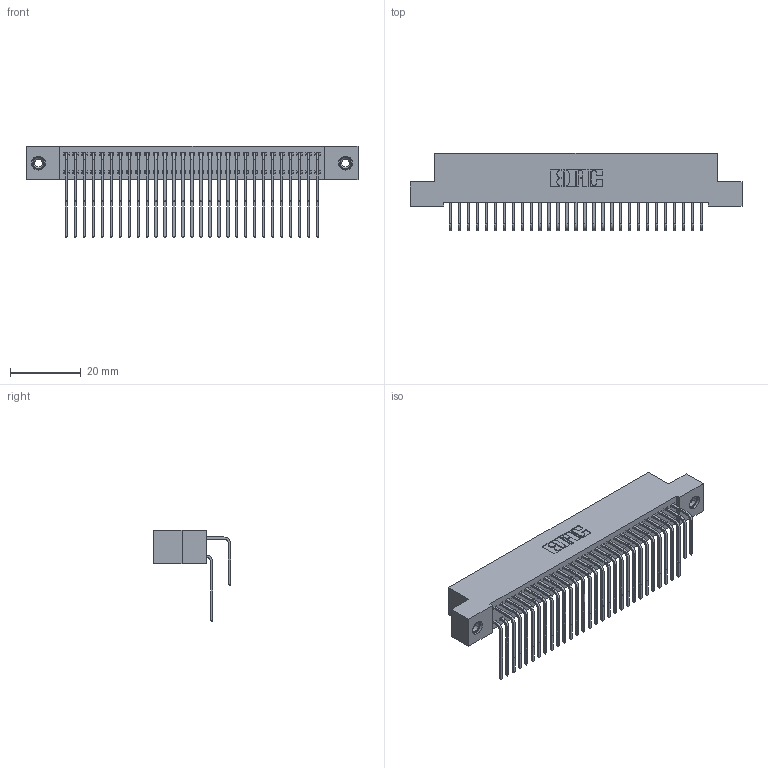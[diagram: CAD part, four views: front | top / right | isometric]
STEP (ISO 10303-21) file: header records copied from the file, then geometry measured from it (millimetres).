
FILE_DESCRIPTION (( 'STEP AP203' ), '1' );
FILE_NAME ('392-058-558-208.STEP', '2018-08-17T18:18:48', ( '' ), ( '' ), 'SwSTEP 2.0', 'SolidWorks 2016', '' );
FILE_SCHEMA (( 'CONFIG_CONTROL_DESIGN' ));
Length unit declared in the file: inch
Products named in the file (5): 345-292-001_558 559 Tail - 1; 345-292-001_558 Tail - 2; 345-250-001_345-250-003-102; 392-058-558-208; 342 Part_TI
Assembly tree (61 placements, depth 2):
  392-058-558-208
    342 Part_TI
    345-292-001_558 559 Tail - 1  x29
    345-292-001_558 Tail - 2  x29
    345-250-001_345-250-003-102  x2
Bounding box: 93.98 x 21.91 x 25.78 mm (x, y, z)
Volume: 8711.5 mm3; surface area: 15383.6 mm2
Topology: 61 solids, 61 shells, 3302 faces, 9773 edges, 6430 vertices
Faces by surface type: plane 2302, cylinder 984, cone 12, torus 4
Entity records: 23176 total; most frequent: CARTESIAN_POINT 3888, ORIENTED_EDGE 3766, DIRECTION 3357, EDGE_CURVE 1883, VECTOR 1695, LINE 1695, VERTEX_POINT 1248, AXIS2_PLACEMENT_3D 831
